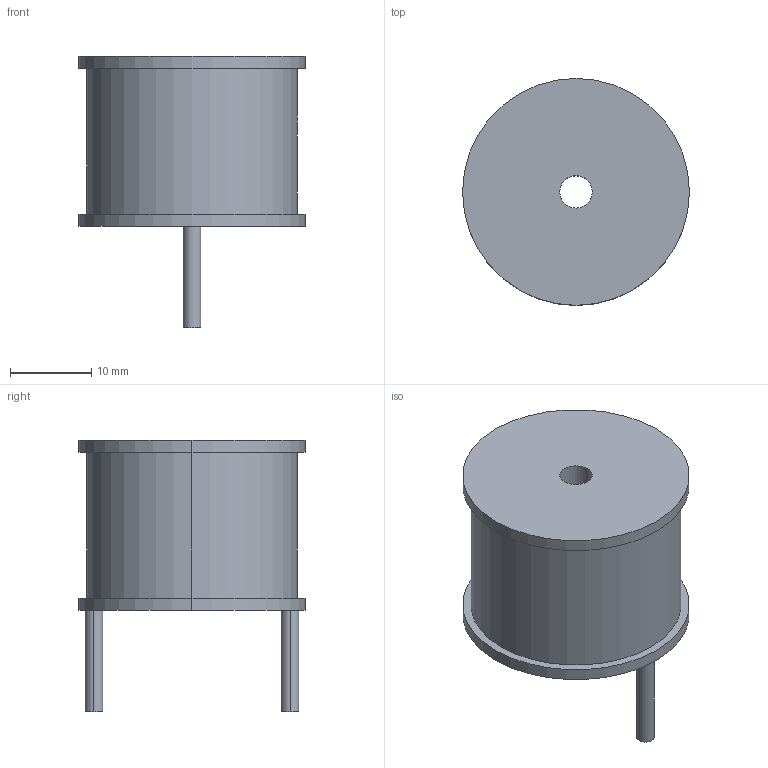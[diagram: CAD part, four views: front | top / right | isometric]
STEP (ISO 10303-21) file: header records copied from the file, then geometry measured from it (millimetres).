
FILE_DESCRIPTION(('FreeCAD Model'),'2;1');
FILE_NAME('AIRD-03.step', '2017-02-28T13:56:04',('kicad StepUp'),('ksu MCAD'), 'Open CASCADE STEP processor 6.8','FreeCAD','Unknown');
FILE_SCHEMA(('AUTOMOTIVE_DESIGN_CC2 { 1 2 10303 214 -1 1 5 4 }'));
Length unit declared in the file: millimetre
Products named in the file (1): AIRD-03
Bounding box: 28 x 28 x 33.5 mm (x, y, z)
Volume: 11235.1 mm3; surface area: 3547.4 mm2
Topology: 1 solids, 1 shells, 115 faces, 318 edges, 212 vertices
Faces by surface type: bspline 44, plane 36, cylinder 35
Entity records: 8730 total; most frequent: CARTESIAN_POINT 5384, ORIENTED_EDGE 636, DIRECTION 345, EDGE_CURVE 318, VERTEX_POINT 212, B_SPLINE_CURVE_WITH_KNOTS 173, AXIS2_PLACEMENT_3D 128, FACE_BOUND 124
